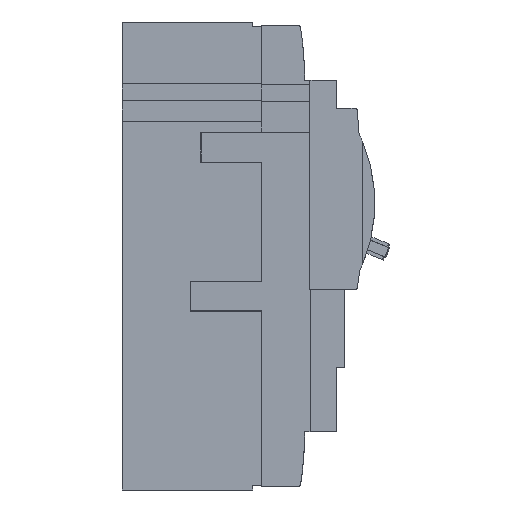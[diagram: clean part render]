
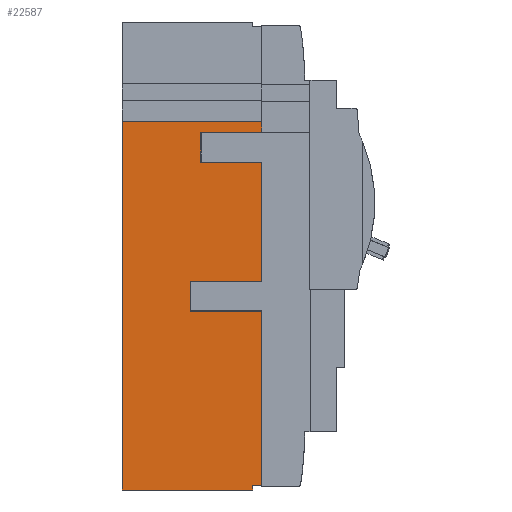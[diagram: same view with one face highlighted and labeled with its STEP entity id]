
A CAD part, left-side view. The second image highlights one B-rep face of the part: STEP entity #22587.
In plain terms, the highlighted planar face has unit normal (-1, 0, 0).
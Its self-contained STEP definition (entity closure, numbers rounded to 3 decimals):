
#18359=EDGE_CURVE('',#33887,#39871,#47668,.T.);
#18493=VERTEX_POINT('',#47807);
#18753=EDGE_CURVE('',#28791,#23639,#48086,.T.);
#19419=VERTEX_POINT('',#48822);
#19645=VERTEX_POINT('',#49064);
#20689=EDGE_CURVE('',#35293,#20907,#50194,.T.);
#20907=VERTEX_POINT('',#50436);
#22587=ADVANCED_FACE('',(#52270),#52271,.F.);
#23639=VERTEX_POINT('',#53427);
#25331=VERTEX_POINT('',#55283);
#26775=EDGE_CURVE('',#33595,#41655,#56863,.T.);
#26961=EDGE_CURVE('',#33595,#23639,#57072,.T.);
#27269=EDGE_CURVE('',#38655,#35293,#57413,.T.);
#28739=EDGE_CURVE('',#25331,#28791,#59018,.T.);
#28791=VERTEX_POINT('',#59074);
#29071=EDGE_CURVE('',#30583,#25331,#59389,.T.);
#30425=EDGE_CURVE('',#18493,#19645,#60873,.T.);
#30583=VERTEX_POINT('',#61049);
#32115=EDGE_CURVE('',#18493,#19419,#62730,.T.);
#33595=VERTEX_POINT('',#64345);
#33887=VERTEX_POINT('',#64673);
#35293=VERTEX_POINT('',#66239);
#36549=EDGE_CURVE('',#30583,#39871,#67641,.T.);
#38653=EDGE_CURVE('',#19419,#33887,#69940,.T.);
#38655=VERTEX_POINT('',#69942);
#39871=VERTEX_POINT('',#71286);
#40583=EDGE_CURVE('',#19645,#20907,#72066,.T.);
#41655=VERTEX_POINT('',#73248);
#42311=EDGE_CURVE('',#41655,#38655,#73962,.T.);
#47668=LINE('',#81210,#81211);
#47807=CARTESIAN_POINT('',(-87.45,-53.999,47.795));
#48086=LINE('',#81834,#81835);
#48822=CARTESIAN_POINT('',(-87.45,-30.4,47.795));
#49064=CARTESIAN_POINT('',(-87.45,-53.999,51.995));
#50194=LINE('',#84863,#84864);
#50436=CARTESIAN_POINT('',(-87.45,0.0,51.995));
#52270=FACE_OUTER_BOUND('',#87894,.T.);
#52271=PLANE('',#87895);
#53427=CARTESIAN_POINT('',(-87.45,-54.,-21.305));
#55283=CARTESIAN_POINT('',(-87.45,-26.4,-9.705));
#56863=LINE('',#94598,#94599);
#57072=LINE('',#94894,#94895);
#57413=LINE('',#95383,#95384);
#59018=LINE('',#97680,#97681);
#59074=CARTESIAN_POINT('',(-87.45,-26.4,-21.305));
#59389=LINE('',#98197,#98198);
#60873=LINE('',#100279,#100280);
#61049=CARTESIAN_POINT('',(-87.45,-54.,-9.705));
#62730=LINE('',#103068,#103069);
#64345=CARTESIAN_POINT('',(-87.45,-54.,-88.905));
#64673=CARTESIAN_POINT('',(-87.45,-30.4,36.195));
#66239=CARTESIAN_POINT('',(-87.45,0.0,-90.505));
#67641=LINE('',#110121,#110122);
#69940=LINE('',#113455,#113456);
#69942=CARTESIAN_POINT('',(-87.45,-50.5,-90.505));
#71286=CARTESIAN_POINT('',(-87.45,-54.,36.195));
#72066=LINE('',#116496,#116497);
#73248=CARTESIAN_POINT('',(-87.45,-50.5,-88.905));
#73962=LINE('',#119224,#119225);
#81210=CARTESIAN_POINT('',(-87.45,-30.4,36.195));
#81211=VECTOR('',#125508,1.0);
#81834=CARTESIAN_POINT('',(-87.45,-26.4,-21.305));
#81835=VECTOR('',#125869,1.0);
#84863=CARTESIAN_POINT('',(-87.45,0.0,-90.505));
#84864=VECTOR('',#127922,1.0);
#87894=EDGE_LOOP('',(#130026,#130027,#130028,#130029,#130030,#130031,#130032,#130033,#130034,#130035,#130036,#130037,#130038,#130039));
#87895=AXIS2_PLACEMENT_3D('',#130040,#130041,#130042);
#94598=CARTESIAN_POINT('',(-87.45,-54.0,-88.905));
#94599=VECTOR('',#134921,1.0);
#94894=CARTESIAN_POINT('',(-87.45,-54.,-43.521));
#94895=VECTOR('',#135169,1.0);
#95383=CARTESIAN_POINT('',(-87.45,-50.5,-90.505));
#95384=VECTOR('',#135552,1.0);
#97680=CARTESIAN_POINT('',(-87.45,-26.4,-9.705));
#97681=VECTOR('',#137238,1.0);
#98197=CARTESIAN_POINT('',(-87.45,-54.0,-9.705));
#98198=VECTOR('',#137707,1.0);
#100279=CARTESIAN_POINT('',(-87.45,-53.999,26.979));
#100280=VECTOR('',#139289,1.0);
#103068=CARTESIAN_POINT('',(-87.45,-54.0,47.795));
#103069=VECTOR('',#141426,1.0);
#110121=CARTESIAN_POINT('',(-87.45,-54.,-3.921));
#110122=VECTOR('',#147062,1.0);
#113455=CARTESIAN_POINT('',(-87.45,-30.4,47.795));
#113456=VECTOR('',#149481,1.0);
#116496=CARTESIAN_POINT('',(-87.45,-12.744,51.995));
#116497=VECTOR('',#151928,1.0);
#119224=CARTESIAN_POINT('',(-87.45,-50.5,-88.905));
#119225=VECTOR('',#153936,1.0);
#125508=DIRECTION('',(0.0,-1.0,0.0));
#125869=DIRECTION('',(0.0,-1.0,0.0));
#127922=DIRECTION('',(0.0,0.0,1.0));
#130026=ORIENTED_EDGE('',*,*,#26961,.T.);
#130027=ORIENTED_EDGE('',*,*,#18753,.F.);
#130028=ORIENTED_EDGE('',*,*,#28739,.F.);
#130029=ORIENTED_EDGE('',*,*,#29071,.F.);
#130030=ORIENTED_EDGE('',*,*,#36549,.T.);
#130031=ORIENTED_EDGE('',*,*,#18359,.F.);
#130032=ORIENTED_EDGE('',*,*,#38653,.F.);
#130033=ORIENTED_EDGE('',*,*,#32115,.F.);
#130034=ORIENTED_EDGE('',*,*,#30425,.T.);
#130035=ORIENTED_EDGE('',*,*,#40583,.T.);
#130036=ORIENTED_EDGE('',*,*,#20689,.F.);
#130037=ORIENTED_EDGE('',*,*,#27269,.F.);
#130038=ORIENTED_EDGE('',*,*,#42311,.F.);
#130039=ORIENTED_EDGE('',*,*,#26775,.F.);
#130040=CARTESIAN_POINT('',(-87.45,-28.469,1.963));
#130041=DIRECTION('',(1.0,0.0,0.0));
#130042=DIRECTION('',(0.0,1.0,0.0));
#134921=DIRECTION('',(0.0,1.0,0.0));
#135169=DIRECTION('',(0.0,0.0,1.0));
#135552=DIRECTION('',(0.0,1.0,0.0));
#137238=DIRECTION('',(0.0,0.0,-1.0));
#137707=DIRECTION('',(0.0,1.0,0.0));
#139289=DIRECTION('',(0.0,0.0,1.0));
#141426=DIRECTION('',(0.0,1.0,0.0));
#147062=DIRECTION('',(0.0,0.0,1.0));
#149481=DIRECTION('',(0.0,0.0,-1.0));
#151928=DIRECTION('',(-0.0,1.0,0.0));
#153936=DIRECTION('',(0.0,0.0,-1.0));
